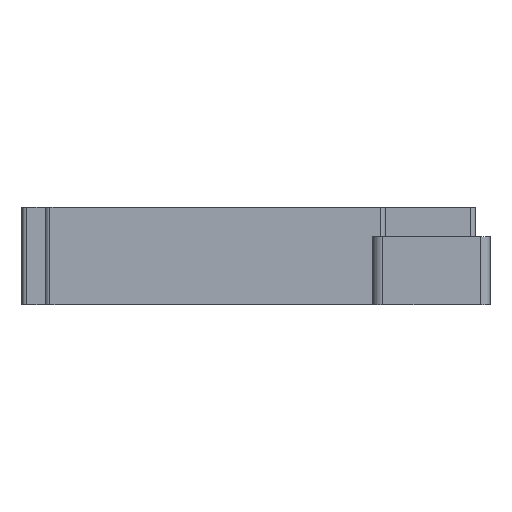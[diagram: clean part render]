
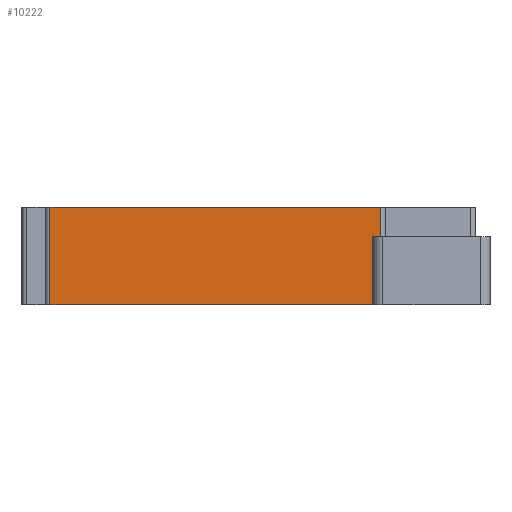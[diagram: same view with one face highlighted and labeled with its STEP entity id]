
A CAD part, left-side view. The second image highlights one B-rep face of the part: STEP entity #10222.
In plain terms, the highlighted planar face has unit normal (-1, 0, 0).
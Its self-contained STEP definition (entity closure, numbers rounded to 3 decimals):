
#9956 = VERTEX_POINT('',#9957);
#9957 = CARTESIAN_POINT('',(-66.15,-42.815,3.));
#9964 = EDGE_CURVE('',#9956,#9965,#9967,.T.);
#9965 = VERTEX_POINT('',#9966);
#9966 = CARTESIAN_POINT('',(-66.15,-41.14,3.));
#9967 = LINE('',#9968,#9969);
#9968 = CARTESIAN_POINT('',(-66.15,-41.34,3.));
#9969 = VECTOR('',#9970,1.);
#9970 = DIRECTION('',(0.,1.,0.));
#10178 = EDGE_CURVE('',#9956,#10179,#10181,.T.);
#10179 = VERTEX_POINT('',#10180);
#10180 = CARTESIAN_POINT('',(-66.15,-42.815,9.));
#10181 = LINE('',#10182,#10183);
#10182 = CARTESIAN_POINT('',(-66.15,-42.815,3.));
#10183 = VECTOR('',#10184,1.);
#10184 = DIRECTION('',(0.,0.,1.));
#10222 = ADVANCED_FACE('',(#10223),#10257,.T.);
#10223 = FACE_BOUND('',#10224,.T.);
#10224 = EDGE_LOOP('',(#10225,#10233,#10241,#10249,#10255,#10256));
#10225 = ORIENTED_EDGE('',*,*,#10226,.F.);
#10226 = EDGE_CURVE('',#10227,#10179,#10229,.T.);
#10227 = VERTEX_POINT('',#10228);
#10228 = CARTESIAN_POINT('',(-66.15,25.025,9.));
#10229 = LINE('',#10230,#10231);
#10230 = CARTESIAN_POINT('',(-66.15,-41.34,9.));
#10231 = VECTOR('',#10232,1.);
#10232 = DIRECTION('',(0.,-1.,0.));
#10233 = ORIENTED_EDGE('',*,*,#10234,.T.);
#10234 = EDGE_CURVE('',#10227,#10235,#10237,.T.);
#10235 = VERTEX_POINT('',#10236);
#10236 = CARTESIAN_POINT('',(-66.15,25.025,-11.));
#10237 = LINE('',#10238,#10239);
#10238 = CARTESIAN_POINT('',(-66.15,25.025,9.));
#10239 = VECTOR('',#10240,1.);
#10240 = DIRECTION('',(0.,0.,-1.));
#10241 = ORIENTED_EDGE('',*,*,#10242,.F.);
#10242 = EDGE_CURVE('',#10243,#10235,#10245,.T.);
#10243 = VERTEX_POINT('',#10244);
#10244 = CARTESIAN_POINT('',(-66.15,-41.14,-11.));
#10245 = LINE('',#10246,#10247);
#10246 = CARTESIAN_POINT('',(-66.15,-41.34,-11.));
#10247 = VECTOR('',#10248,1.);
#10248 = DIRECTION('',(0.,1.,0.));
#10249 = ORIENTED_EDGE('',*,*,#10250,.F.);
#10250 = EDGE_CURVE('',#9965,#10243,#10251,.T.);
#10251 = LINE('',#10252,#10253);
#10252 = CARTESIAN_POINT('',(-66.15,-41.14,3.));
#10253 = VECTOR('',#10254,1.);
#10254 = DIRECTION('',(0.,0.,-1.));
#10255 = ORIENTED_EDGE('',*,*,#9964,.F.);
#10256 = ORIENTED_EDGE('',*,*,#10178,.T.);
#10257 = PLANE('',#10258);
#10258 = AXIS2_PLACEMENT_3D('',#10259,#10260,#10261);
#10259 = CARTESIAN_POINT('',(-66.15,-8.702,-0.807));
#10260 = DIRECTION('',(-1.,-0.,-0.));
#10261 = DIRECTION('',(0.,0.,-1.));
